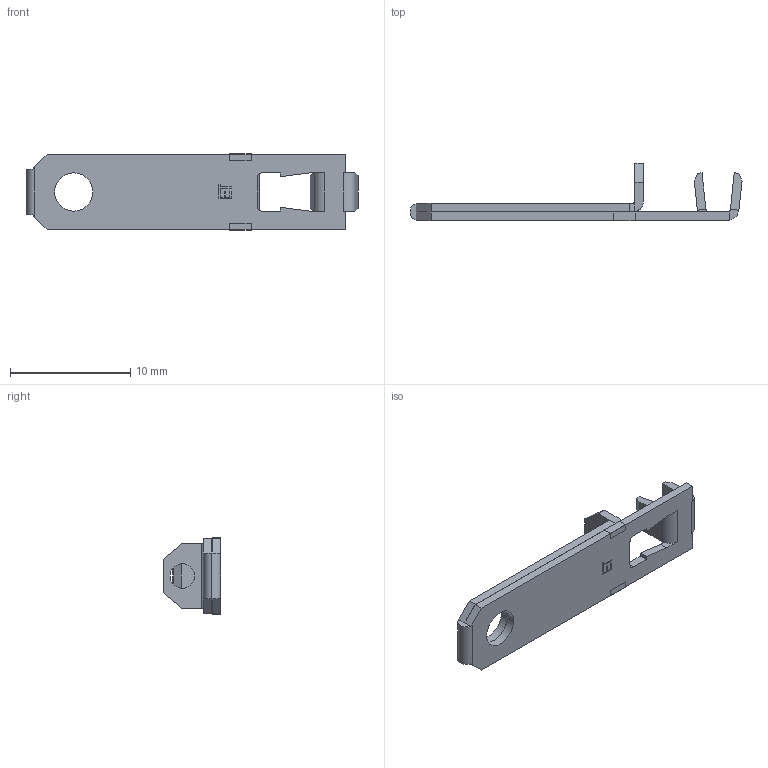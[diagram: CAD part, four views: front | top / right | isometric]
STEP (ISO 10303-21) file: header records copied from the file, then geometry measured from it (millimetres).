
FILE_DESCRIPTION (( 'STEP AP203' ), '1' );
FILE_NAME ('14053.STEP', '2015-02-23T18:46:46', ( '' ), ( '' ), 'SwSTEP 2.0', 'SolidWorks 2014', '' );
FILE_SCHEMA (( 'CONFIG_CONTROL_DESIGN' ));
Length unit declared in the file: inch
Products named in the file (1): 14053
Bounding box: 27.57 x 4.75 x 6.35 mm (x, y, z)
Volume: 200.4 mm3; surface area: 682.6 mm2
Topology: 1 solids, 1 shells, 127 faces, 336 edges, 216 vertices
Faces by surface type: plane 107, cylinder 20
Entity records: 3966 total; most frequent: CARTESIAN_POINT 725, ORIENTED_EDGE 672, DIRECTION 620, EDGE_CURVE 336, LINE 284, VECTOR 284, VERTEX_POINT 216, AXIS2_PLACEMENT_3D 168
